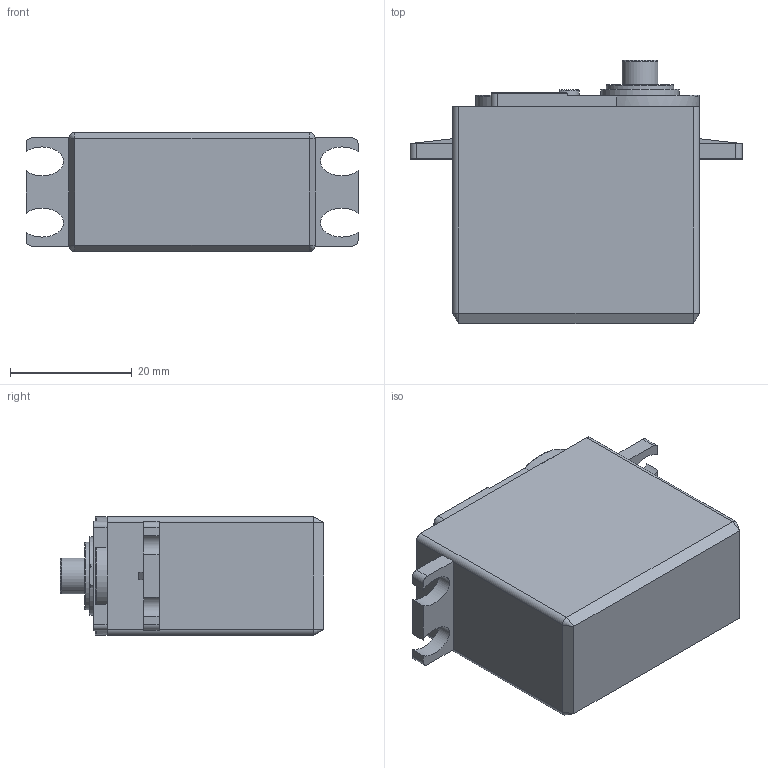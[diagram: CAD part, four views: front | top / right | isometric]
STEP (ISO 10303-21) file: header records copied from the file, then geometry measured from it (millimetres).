
FILE_DESCRIPTION(/* description */ (''),/* implementation_level */ '2;1');
FILE_NAME(/* name */ '4d579251-2683-4529-ada5-c9b8944587e0.zip.stp',/* time_stamp */ '2019-02-24T07:35:16+00:00',/* author */ (''),/* organization */ (''),/* preprocessor_version */ 'ST-DEVELOPER v17.2',/* originating_system */ 'Autodesk Translation Framework v7.6.0.251',/* authorisation */ '');
FILE_SCHEMA (('AUTOMOTIVE_DESIGN { 1 0 10303 214 3 1 1 }'));
Length unit declared in the file: millimetre
Products named in the file (1): MG995
Bounding box: 54.5 x 43.19 x 19.5 mm (x, y, z)
Volume: 29810.7 mm3; surface area: 6592.1 mm2
Topology: 1 solids, 1 shells, 94 faces, 242 edges, 154 vertices
Faces by surface type: plane 54, cylinder 24, torus 7, cone 5, bspline 4
Full cylindrical faces by diameter (mm): 2.54 x1, 5.85 x1, 11.12 x1, 12.82 x1
Entity records: 3568 total; most frequent: CARTESIAN_POINT 1110, DIRECTION 487, ORIENTED_EDGE 484, EDGE_CURVE 242, AXIS2_PLACEMENT_3D 167, VERTEX_POINT 154, LINE 153, VECTOR 153
